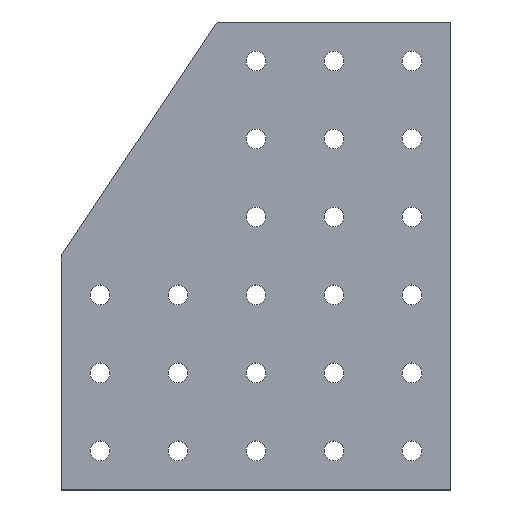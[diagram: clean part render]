
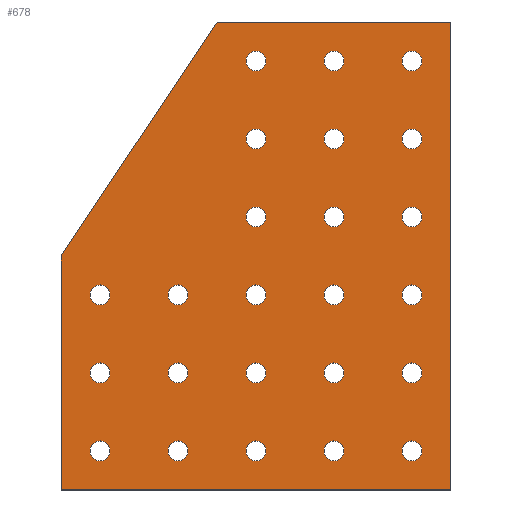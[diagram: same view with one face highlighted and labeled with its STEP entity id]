
A CAD part, top view. The second image highlights one B-rep face of the part: STEP entity #678.
In plain terms, the highlighted planar face has unit normal (0, 0, 1).
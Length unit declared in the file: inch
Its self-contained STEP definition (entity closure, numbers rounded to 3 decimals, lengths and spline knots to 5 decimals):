
#15=FACE_BOUND('',#131,.T.);
#16=FACE_BOUND('',#132,.T.);
#17=FACE_BOUND('',#133,.T.);
#18=FACE_BOUND('',#134,.T.);
#19=FACE_BOUND('',#135,.T.);
#20=FACE_BOUND('',#136,.T.);
#21=FACE_BOUND('',#137,.T.);
#22=FACE_BOUND('',#138,.T.);
#23=FACE_BOUND('',#139,.T.);
#24=FACE_BOUND('',#140,.T.);
#25=FACE_BOUND('',#141,.T.);
#26=FACE_BOUND('',#142,.T.);
#27=FACE_BOUND('',#143,.T.);
#28=FACE_BOUND('',#144,.T.);
#29=FACE_BOUND('',#145,.T.);
#30=FACE_BOUND('',#146,.T.);
#31=FACE_BOUND('',#147,.T.);
#32=FACE_BOUND('',#148,.T.);
#33=FACE_BOUND('',#149,.T.);
#34=FACE_BOUND('',#150,.T.);
#35=FACE_BOUND('',#151,.T.);
#36=FACE_BOUND('',#152,.T.);
#37=FACE_BOUND('',#153,.T.);
#38=FACE_BOUND('',#154,.T.);
#68=PLANE('',#777);
#99=FACE_OUTER_BOUND('',#130,.T.);
#130=EDGE_LOOP('',(#567,#568,#569,#570,#571));
#131=EDGE_LOOP('',(#572));
#132=EDGE_LOOP('',(#573));
#133=EDGE_LOOP('',(#574));
#134=EDGE_LOOP('',(#575));
#135=EDGE_LOOP('',(#576));
#136=EDGE_LOOP('',(#577));
#137=EDGE_LOOP('',(#578));
#138=EDGE_LOOP('',(#579));
#139=EDGE_LOOP('',(#580));
#140=EDGE_LOOP('',(#581));
#141=EDGE_LOOP('',(#582));
#142=EDGE_LOOP('',(#583));
#143=EDGE_LOOP('',(#584));
#144=EDGE_LOOP('',(#585));
#145=EDGE_LOOP('',(#586));
#146=EDGE_LOOP('',(#587));
#147=EDGE_LOOP('',(#588));
#148=EDGE_LOOP('',(#589));
#149=EDGE_LOOP('',(#590));
#150=EDGE_LOOP('',(#591));
#151=EDGE_LOOP('',(#592));
#152=EDGE_LOOP('',(#593));
#153=EDGE_LOOP('',(#594));
#154=EDGE_LOOP('',(#595));
#206=LINE('',#1130,#245);
#209=LINE('',#1136,#248);
#212=LINE('',#1142,#251);
#215=LINE('',#1148,#254);
#218=LINE('',#1152,#257);
#245=VECTOR('',#953,0.3937);
#248=VECTOR('',#958,0.3937);
#251=VECTOR('',#963,0.3937);
#254=VECTOR('',#968,0.3937);
#257=VECTOR('',#973,0.3937);
#258=CIRCLE('',#701,0.128);
#260=CIRCLE('',#704,0.128);
#262=CIRCLE('',#707,0.128);
#264=CIRCLE('',#710,0.128);
#266=CIRCLE('',#713,0.128);
#268=CIRCLE('',#716,0.128);
#270=CIRCLE('',#719,0.128);
#272=CIRCLE('',#722,0.128);
#274=CIRCLE('',#725,0.128);
#276=CIRCLE('',#728,0.128);
#278=CIRCLE('',#731,0.128);
#280=CIRCLE('',#734,0.128);
#282=CIRCLE('',#737,0.128);
#284=CIRCLE('',#740,0.128);
#286=CIRCLE('',#743,0.128);
#288=CIRCLE('',#746,0.128);
#290=CIRCLE('',#749,0.128);
#292=CIRCLE('',#752,0.128);
#294=CIRCLE('',#755,0.128);
#296=CIRCLE('',#758,0.128);
#298=CIRCLE('',#761,0.128);
#300=CIRCLE('',#764,0.128);
#302=CIRCLE('',#767,0.128);
#304=CIRCLE('',#770,0.128);
#306=VERTEX_POINT('',#980);
#308=VERTEX_POINT('',#986);
#310=VERTEX_POINT('',#992);
#312=VERTEX_POINT('',#998);
#314=VERTEX_POINT('',#1004);
#316=VERTEX_POINT('',#1010);
#318=VERTEX_POINT('',#1016);
#320=VERTEX_POINT('',#1022);
#322=VERTEX_POINT('',#1028);
#324=VERTEX_POINT('',#1034);
#326=VERTEX_POINT('',#1040);
#328=VERTEX_POINT('',#1046);
#330=VERTEX_POINT('',#1052);
#332=VERTEX_POINT('',#1058);
#334=VERTEX_POINT('',#1064);
#336=VERTEX_POINT('',#1070);
#338=VERTEX_POINT('',#1076);
#340=VERTEX_POINT('',#1082);
#342=VERTEX_POINT('',#1088);
#344=VERTEX_POINT('',#1094);
#346=VERTEX_POINT('',#1100);
#348=VERTEX_POINT('',#1106);
#350=VERTEX_POINT('',#1112);
#352=VERTEX_POINT('',#1118);
#356=VERTEX_POINT('',#1127);
#357=VERTEX_POINT('',#1129);
#359=VERTEX_POINT('',#1135);
#361=VERTEX_POINT('',#1141);
#363=VERTEX_POINT('',#1147);
#364=EDGE_CURVE('',#306,#306,#258,.T.);
#367=EDGE_CURVE('',#308,#308,#260,.T.);
#370=EDGE_CURVE('',#310,#310,#262,.T.);
#373=EDGE_CURVE('',#312,#312,#264,.T.);
#376=EDGE_CURVE('',#314,#314,#266,.T.);
#379=EDGE_CURVE('',#316,#316,#268,.T.);
#382=EDGE_CURVE('',#318,#318,#270,.T.);
#385=EDGE_CURVE('',#320,#320,#272,.T.);
#388=EDGE_CURVE('',#322,#322,#274,.T.);
#391=EDGE_CURVE('',#324,#324,#276,.T.);
#394=EDGE_CURVE('',#326,#326,#278,.T.);
#397=EDGE_CURVE('',#328,#328,#280,.T.);
#400=EDGE_CURVE('',#330,#330,#282,.T.);
#403=EDGE_CURVE('',#332,#332,#284,.T.);
#406=EDGE_CURVE('',#334,#334,#286,.T.);
#409=EDGE_CURVE('',#336,#336,#288,.T.);
#412=EDGE_CURVE('',#338,#338,#290,.T.);
#415=EDGE_CURVE('',#340,#340,#292,.T.);
#418=EDGE_CURVE('',#342,#342,#294,.T.);
#421=EDGE_CURVE('',#344,#344,#296,.T.);
#424=EDGE_CURVE('',#346,#346,#298,.T.);
#427=EDGE_CURVE('',#348,#348,#300,.T.);
#430=EDGE_CURVE('',#350,#350,#302,.T.);
#433=EDGE_CURVE('',#352,#352,#304,.T.);
#438=EDGE_CURVE('',#357,#356,#206,.T.);
#441=EDGE_CURVE('',#359,#357,#209,.T.);
#444=EDGE_CURVE('',#361,#359,#212,.T.);
#447=EDGE_CURVE('',#363,#361,#215,.T.);
#450=EDGE_CURVE('',#356,#363,#218,.T.);
#567=ORIENTED_EDGE('',*,*,#450,.T.);
#568=ORIENTED_EDGE('',*,*,#447,.T.);
#569=ORIENTED_EDGE('',*,*,#444,.T.);
#570=ORIENTED_EDGE('',*,*,#441,.T.);
#571=ORIENTED_EDGE('',*,*,#438,.T.);
#572=ORIENTED_EDGE('',*,*,#433,.T.);
#573=ORIENTED_EDGE('',*,*,#430,.T.);
#574=ORIENTED_EDGE('',*,*,#427,.T.);
#575=ORIENTED_EDGE('',*,*,#424,.T.);
#576=ORIENTED_EDGE('',*,*,#421,.T.);
#577=ORIENTED_EDGE('',*,*,#418,.T.);
#578=ORIENTED_EDGE('',*,*,#415,.T.);
#579=ORIENTED_EDGE('',*,*,#412,.T.);
#580=ORIENTED_EDGE('',*,*,#409,.T.);
#581=ORIENTED_EDGE('',*,*,#406,.T.);
#582=ORIENTED_EDGE('',*,*,#403,.T.);
#583=ORIENTED_EDGE('',*,*,#400,.T.);
#584=ORIENTED_EDGE('',*,*,#397,.T.);
#585=ORIENTED_EDGE('',*,*,#394,.T.);
#586=ORIENTED_EDGE('',*,*,#391,.T.);
#587=ORIENTED_EDGE('',*,*,#388,.T.);
#588=ORIENTED_EDGE('',*,*,#385,.T.);
#589=ORIENTED_EDGE('',*,*,#382,.T.);
#590=ORIENTED_EDGE('',*,*,#379,.T.);
#591=ORIENTED_EDGE('',*,*,#376,.T.);
#592=ORIENTED_EDGE('',*,*,#373,.T.);
#593=ORIENTED_EDGE('',*,*,#370,.T.);
#594=ORIENTED_EDGE('',*,*,#367,.T.);
#595=ORIENTED_EDGE('',*,*,#364,.T.);
#678=ADVANCED_FACE('',(#99,#15,#16,#17,#18,#19,#20,#21,#22,#23,#24,#25,
#26,#27,#28,#29,#30,#31,#32,#33,#34,#35,#36,#37,#38),#68,.T.);
#701=AXIS2_PLACEMENT_3D('',#981,#783,#784);
#704=AXIS2_PLACEMENT_3D('',#987,#790,#791);
#707=AXIS2_PLACEMENT_3D('',#993,#797,#798);
#710=AXIS2_PLACEMENT_3D('',#999,#804,#805);
#713=AXIS2_PLACEMENT_3D('',#1005,#811,#812);
#716=AXIS2_PLACEMENT_3D('',#1011,#818,#819);
#719=AXIS2_PLACEMENT_3D('',#1017,#825,#826);
#722=AXIS2_PLACEMENT_3D('',#1023,#832,#833);
#725=AXIS2_PLACEMENT_3D('',#1029,#839,#840);
#728=AXIS2_PLACEMENT_3D('',#1035,#846,#847);
#731=AXIS2_PLACEMENT_3D('',#1041,#853,#854);
#734=AXIS2_PLACEMENT_3D('',#1047,#860,#861);
#737=AXIS2_PLACEMENT_3D('',#1053,#867,#868);
#740=AXIS2_PLACEMENT_3D('',#1059,#874,#875);
#743=AXIS2_PLACEMENT_3D('',#1065,#881,#882);
#746=AXIS2_PLACEMENT_3D('',#1071,#888,#889);
#749=AXIS2_PLACEMENT_3D('',#1077,#895,#896);
#752=AXIS2_PLACEMENT_3D('',#1083,#902,#903);
#755=AXIS2_PLACEMENT_3D('',#1089,#909,#910);
#758=AXIS2_PLACEMENT_3D('',#1095,#916,#917);
#761=AXIS2_PLACEMENT_3D('',#1101,#923,#924);
#764=AXIS2_PLACEMENT_3D('',#1107,#930,#931);
#767=AXIS2_PLACEMENT_3D('',#1113,#937,#938);
#770=AXIS2_PLACEMENT_3D('',#1119,#944,#945);
#777=AXIS2_PLACEMENT_3D('',#1153,#974,#975);
#783=DIRECTION('center_axis',(0.,0.,-1.));
#784=DIRECTION('ref_axis',(-1.,0.,0.));
#790=DIRECTION('center_axis',(0.,0.,-1.));
#791=DIRECTION('ref_axis',(-1.,0.,0.));
#797=DIRECTION('center_axis',(0.,0.,-1.));
#798=DIRECTION('ref_axis',(-1.,0.,0.));
#804=DIRECTION('center_axis',(0.,0.,-1.));
#805=DIRECTION('ref_axis',(-1.,0.,0.));
#811=DIRECTION('center_axis',(0.,0.,-1.));
#812=DIRECTION('ref_axis',(-1.,0.,0.));
#818=DIRECTION('center_axis',(0.,0.,-1.));
#819=DIRECTION('ref_axis',(-1.,0.,0.));
#825=DIRECTION('center_axis',(0.,0.,-1.));
#826=DIRECTION('ref_axis',(-1.,0.,0.));
#832=DIRECTION('center_axis',(0.,0.,-1.));
#833=DIRECTION('ref_axis',(-1.,0.,0.));
#839=DIRECTION('center_axis',(0.,0.,-1.));
#840=DIRECTION('ref_axis',(-1.,0.,0.));
#846=DIRECTION('center_axis',(0.,0.,-1.));
#847=DIRECTION('ref_axis',(-1.,0.,0.));
#853=DIRECTION('center_axis',(0.,0.,-1.));
#854=DIRECTION('ref_axis',(-1.,0.,0.));
#860=DIRECTION('center_axis',(0.,0.,-1.));
#861=DIRECTION('ref_axis',(-1.,0.,0.));
#867=DIRECTION('center_axis',(0.,0.,-1.));
#868=DIRECTION('ref_axis',(-1.,0.,0.));
#874=DIRECTION('center_axis',(0.,0.,-1.));
#875=DIRECTION('ref_axis',(-1.,0.,0.));
#881=DIRECTION('center_axis',(0.,0.,-1.));
#882=DIRECTION('ref_axis',(-1.,0.,0.));
#888=DIRECTION('center_axis',(0.,0.,-1.));
#889=DIRECTION('ref_axis',(-1.,0.,0.));
#895=DIRECTION('center_axis',(0.,0.,-1.));
#896=DIRECTION('ref_axis',(-1.,0.,0.));
#902=DIRECTION('center_axis',(0.,0.,-1.));
#903=DIRECTION('ref_axis',(-1.,0.,0.));
#909=DIRECTION('center_axis',(0.,0.,-1.));
#910=DIRECTION('ref_axis',(-1.,0.,0.));
#916=DIRECTION('center_axis',(0.,0.,-1.));
#917=DIRECTION('ref_axis',(-1.,0.,0.));
#923=DIRECTION('center_axis',(0.,0.,-1.));
#924=DIRECTION('ref_axis',(-1.,0.,0.));
#930=DIRECTION('center_axis',(0.,0.,-1.));
#931=DIRECTION('ref_axis',(-1.,0.,0.));
#937=DIRECTION('center_axis',(0.,0.,-1.));
#938=DIRECTION('ref_axis',(-1.,0.,0.));
#944=DIRECTION('center_axis',(0.,0.,-1.));
#945=DIRECTION('ref_axis',(-1.,0.,0.));
#953=DIRECTION('',(1.,0.,0.));
#958=DIRECTION('',(0.,-1.,0.));
#963=DIRECTION('',(-0.555,-0.832,0.));
#968=DIRECTION('',(-1.,0.,0.));
#973=DIRECTION('',(0.,1.,0.));
#974=DIRECTION('center_axis',(0.,0.,1.));
#975=DIRECTION('ref_axis',(1.,0.,0.));
#980=CARTESIAN_POINT('',(3.628,5.5,0.25));
#981=CARTESIAN_POINT('Origin',(3.5,5.5,0.25));
#986=CARTESIAN_POINT('',(4.628,4.5,0.25));
#987=CARTESIAN_POINT('Origin',(4.5,4.5,0.25));
#992=CARTESIAN_POINT('',(2.628,4.5,0.25));
#993=CARTESIAN_POINT('Origin',(2.5,4.5,0.25));
#998=CARTESIAN_POINT('',(3.628,3.5,0.25));
#999=CARTESIAN_POINT('Origin',(3.5,3.5,0.25));
#1004=CARTESIAN_POINT('',(4.628,2.5,0.25));
#1005=CARTESIAN_POINT('Origin',(4.5,2.5,0.25));
#1010=CARTESIAN_POINT('',(4.628,0.5,0.25));
#1011=CARTESIAN_POINT('Origin',(4.5,0.5,0.25));
#1016=CARTESIAN_POINT('',(3.628,1.5,0.25));
#1017=CARTESIAN_POINT('Origin',(3.5,1.5,0.25));
#1022=CARTESIAN_POINT('',(2.628,2.5,0.25));
#1023=CARTESIAN_POINT('Origin',(2.5,2.5,0.25));
#1028=CARTESIAN_POINT('',(0.628,0.5,0.25));
#1029=CARTESIAN_POINT('Origin',(0.5,0.5,0.25));
#1034=CARTESIAN_POINT('',(0.628,1.5,0.25));
#1035=CARTESIAN_POINT('Origin',(0.5,1.5,0.25));
#1040=CARTESIAN_POINT('',(0.628,2.5,0.25));
#1041=CARTESIAN_POINT('Origin',(0.5,2.5,0.25));
#1046=CARTESIAN_POINT('',(1.628,0.5,0.25));
#1047=CARTESIAN_POINT('Origin',(1.5,0.5,0.25));
#1052=CARTESIAN_POINT('',(1.628,1.5,0.25));
#1053=CARTESIAN_POINT('Origin',(1.5,1.5,0.25));
#1058=CARTESIAN_POINT('',(1.628,2.5,0.25));
#1059=CARTESIAN_POINT('Origin',(1.5,2.5,0.25));
#1064=CARTESIAN_POINT('',(2.628,0.5,0.25));
#1065=CARTESIAN_POINT('Origin',(2.5,0.5,0.25));
#1070=CARTESIAN_POINT('',(2.628,1.5,0.25));
#1071=CARTESIAN_POINT('Origin',(2.5,1.5,0.25));
#1076=CARTESIAN_POINT('',(3.628,0.5,0.25));
#1077=CARTESIAN_POINT('Origin',(3.5,0.5,0.25));
#1082=CARTESIAN_POINT('',(3.628,2.5,0.25));
#1083=CARTESIAN_POINT('Origin',(3.5,2.5,0.25));
#1088=CARTESIAN_POINT('',(4.628,1.5,0.25));
#1089=CARTESIAN_POINT('Origin',(4.5,1.5,0.25));
#1094=CARTESIAN_POINT('',(2.628,3.5,0.25));
#1095=CARTESIAN_POINT('Origin',(2.5,3.5,0.25));
#1100=CARTESIAN_POINT('',(4.628,3.5,0.25));
#1101=CARTESIAN_POINT('Origin',(4.5,3.5,0.25));
#1106=CARTESIAN_POINT('',(3.628,4.5,0.25));
#1107=CARTESIAN_POINT('Origin',(3.5,4.5,0.25));
#1112=CARTESIAN_POINT('',(2.628,5.5,0.25));
#1113=CARTESIAN_POINT('Origin',(2.5,5.5,0.25));
#1118=CARTESIAN_POINT('',(4.628,5.5,0.25));
#1119=CARTESIAN_POINT('Origin',(4.5,5.5,0.25));
#1127=CARTESIAN_POINT('',(5.,0.,0.25));
#1129=CARTESIAN_POINT('',(0.,0.,0.25));
#1130=CARTESIAN_POINT('',(0.,0.,0.25));
#1135=CARTESIAN_POINT('',(0.,3.,0.25));
#1136=CARTESIAN_POINT('',(0.,3.,0.25));
#1141=CARTESIAN_POINT('',(2.,6.,0.25));
#1142=CARTESIAN_POINT('',(2.,6.,0.25));
#1147=CARTESIAN_POINT('',(5.,6.,0.25));
#1148=CARTESIAN_POINT('',(5.,6.,0.25));
#1152=CARTESIAN_POINT('',(5.,0.,0.25));
#1153=CARTESIAN_POINT('Origin',(2.5,3.,0.25));
